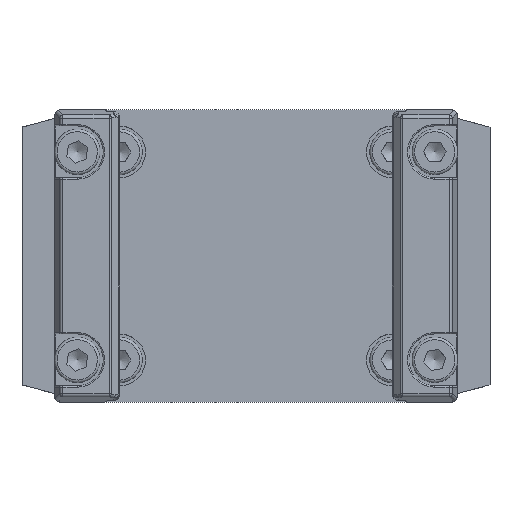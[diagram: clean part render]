
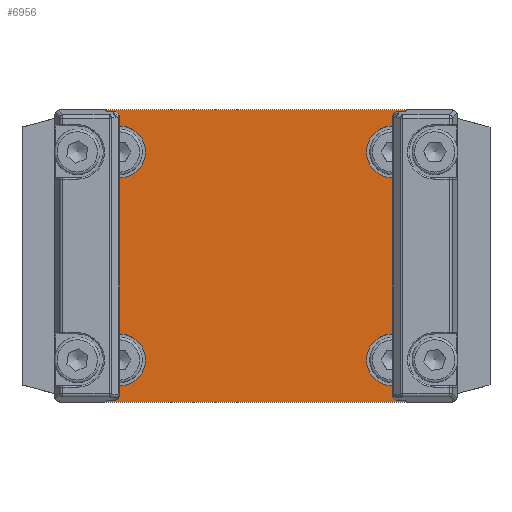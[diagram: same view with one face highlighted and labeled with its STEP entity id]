
A CAD part, top view. The second image highlights one B-rep face of the part: STEP entity #6956.
In plain terms, the highlighted planar face has unit normal (0, 0, 1).
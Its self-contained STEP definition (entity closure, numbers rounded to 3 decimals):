
#293=FACE_BOUND('',#1085,.T.);
#294=FACE_BOUND('',#1086,.T.);
#295=FACE_BOUND('',#1087,.T.);
#296=FACE_BOUND('',#1088,.T.);
#297=FACE_BOUND('',#1089,.T.);
#298=FACE_BOUND('',#1090,.T.);
#299=FACE_BOUND('',#1091,.T.);
#300=FACE_BOUND('',#1092,.T.);
#371=PLANE('',#7562);
#672=FACE_OUTER_BOUND('',#1084,.T.);
#1084=EDGE_LOOP('',(#5018,#5019,#5020,#5021,#5022,#5023,#5024,#5025));
#1085=EDGE_LOOP('',(#5026));
#1086=EDGE_LOOP('',(#5027));
#1087=EDGE_LOOP('',(#5028,#5029));
#1088=EDGE_LOOP('',(#5030,#5031));
#1089=EDGE_LOOP('',(#5032,#5033));
#1090=EDGE_LOOP('',(#5034,#5035));
#1091=EDGE_LOOP('',(#5036));
#1092=EDGE_LOOP('',(#5037));
#1438=LINE('',#11108,#1844);
#1518=LINE('',#11698,#1924);
#1519=LINE('',#11700,#1925);
#1520=LINE('',#11702,#1926);
#1521=LINE('',#11704,#1927);
#1522=LINE('',#11706,#1928);
#1523=LINE('',#11708,#1929);
#1524=LINE('',#11709,#1930);
#1844=VECTOR('',#8478,10.);
#1924=VECTOR('',#8904,10.);
#1925=VECTOR('',#8905,10.);
#1926=VECTOR('',#8906,10.);
#1927=VECTOR('',#8907,10.);
#1928=VECTOR('',#8908,10.);
#1929=VECTOR('',#8909,10.);
#1930=VECTOR('',#8910,10.);
#2190=CIRCLE('',#7249,2.);
#2212=CIRCLE('',#7288,2.);
#2342=CIRCLE('',#7563,4.);
#2343=CIRCLE('',#7564,4.);
#2344=CIRCLE('',#7565,4.);
#2345=CIRCLE('',#7566,4.);
#2346=CIRCLE('',#7567,4.);
#2347=CIRCLE('',#7568,4.);
#2348=CIRCLE('',#7569,4.);
#2349=CIRCLE('',#7570,4.);
#2350=CIRCLE('',#7571,2.);
#2351=CIRCLE('',#7572,2.);
#2612=VERTEX_POINT('',#10215);
#2649=VERTEX_POINT('',#10333);
#2686=VERTEX_POINT('',#10451);
#2691=VERTEX_POINT('',#10461);
#2840=VERTEX_POINT('',#11697);
#2841=VERTEX_POINT('',#11699);
#2842=VERTEX_POINT('',#11701);
#2843=VERTEX_POINT('',#11703);
#2844=VERTEX_POINT('',#11705);
#2845=VERTEX_POINT('',#11707);
#2846=VERTEX_POINT('',#11710);
#2847=VERTEX_POINT('',#11711);
#2848=VERTEX_POINT('',#11714);
#2849=VERTEX_POINT('',#11715);
#2850=VERTEX_POINT('',#11718);
#2851=VERTEX_POINT('',#11719);
#2852=VERTEX_POINT('',#11722);
#2853=VERTEX_POINT('',#11723);
#2854=VERTEX_POINT('',#11726);
#2855=VERTEX_POINT('',#11728);
#3252=EDGE_CURVE('',#2612,#2612,#2190,.T.);
#3302=EDGE_CURVE('',#2649,#2649,#2212,.T.);
#3453=EDGE_CURVE('',#2686,#2691,#1438,.T.);
#3629=EDGE_CURVE('',#2840,#2686,#1518,.T.);
#3630=EDGE_CURVE('',#2840,#2841,#1519,.T.);
#3631=EDGE_CURVE('',#2842,#2841,#1520,.T.);
#3632=EDGE_CURVE('',#2843,#2842,#1521,.T.);
#3633=EDGE_CURVE('',#2844,#2843,#1522,.T.);
#3634=EDGE_CURVE('',#2844,#2845,#1523,.T.);
#3635=EDGE_CURVE('',#2691,#2845,#1524,.T.);
#3636=EDGE_CURVE('',#2846,#2847,#2342,.T.);
#3637=EDGE_CURVE('',#2847,#2846,#2343,.T.);
#3638=EDGE_CURVE('',#2848,#2849,#2344,.T.);
#3639=EDGE_CURVE('',#2849,#2848,#2345,.T.);
#3640=EDGE_CURVE('',#2850,#2851,#2346,.T.);
#3641=EDGE_CURVE('',#2851,#2850,#2347,.T.);
#3642=EDGE_CURVE('',#2852,#2853,#2348,.T.);
#3643=EDGE_CURVE('',#2853,#2852,#2349,.T.);
#3644=EDGE_CURVE('',#2854,#2854,#2350,.T.);
#3645=EDGE_CURVE('',#2855,#2855,#2351,.T.);
#5018=ORIENTED_EDGE('',*,*,#3453,.F.);
#5019=ORIENTED_EDGE('',*,*,#3629,.F.);
#5020=ORIENTED_EDGE('',*,*,#3630,.T.);
#5021=ORIENTED_EDGE('',*,*,#3631,.F.);
#5022=ORIENTED_EDGE('',*,*,#3632,.F.);
#5023=ORIENTED_EDGE('',*,*,#3633,.F.);
#5024=ORIENTED_EDGE('',*,*,#3634,.T.);
#5025=ORIENTED_EDGE('',*,*,#3635,.F.);
#5026=ORIENTED_EDGE('',*,*,#3252,.T.);
#5027=ORIENTED_EDGE('',*,*,#3302,.T.);
#5028=ORIENTED_EDGE('',*,*,#3636,.T.);
#5029=ORIENTED_EDGE('',*,*,#3637,.T.);
#5030=ORIENTED_EDGE('',*,*,#3638,.T.);
#5031=ORIENTED_EDGE('',*,*,#3639,.T.);
#5032=ORIENTED_EDGE('',*,*,#3640,.T.);
#5033=ORIENTED_EDGE('',*,*,#3641,.T.);
#5034=ORIENTED_EDGE('',*,*,#3642,.T.);
#5035=ORIENTED_EDGE('',*,*,#3643,.T.);
#5036=ORIENTED_EDGE('',*,*,#3644,.T.);
#5037=ORIENTED_EDGE('',*,*,#3645,.T.);
#6956=ADVANCED_FACE('',(#672,#293,#294,#295,#296,#297,#298,#299,#300),#371,
 .T.);
#7249=AXIS2_PLACEMENT_3D('',#10216,#8127,#8128);
#7288=AXIS2_PLACEMENT_3D('',#10334,#8226,#8227);
#7562=AXIS2_PLACEMENT_3D('',#11696,#8902,#8903);
#7563=AXIS2_PLACEMENT_3D('',#11712,#8911,#8912);
#7564=AXIS2_PLACEMENT_3D('',#11713,#8913,#8914);
#7565=AXIS2_PLACEMENT_3D('',#11716,#8915,#8916);
#7566=AXIS2_PLACEMENT_3D('',#11717,#8917,#8918);
#7567=AXIS2_PLACEMENT_3D('',#11720,#8919,#8920);
#7568=AXIS2_PLACEMENT_3D('',#11721,#8921,#8922);
#7569=AXIS2_PLACEMENT_3D('',#11724,#8923,#8924);
#7570=AXIS2_PLACEMENT_3D('',#11725,#8925,#8926);
#7571=AXIS2_PLACEMENT_3D('',#11727,#8927,#8928);
#7572=AXIS2_PLACEMENT_3D('',#11729,#8929,#8930);
#8127=DIRECTION('center_axis',(0.,0.,
-1.));
#8128=DIRECTION('ref_axis',(-0.386,0.923,0.));
#8226=DIRECTION('center_axis',(0.,0.,
-1.));
#8227=DIRECTION('ref_axis',(-0.386,0.923,0.));
#8478=DIRECTION('',(0.,1.,0.));
#8902=DIRECTION('center_axis',(0.,0.,
1.));
#8903=DIRECTION('ref_axis',(-1.,0.,0.));
#8904=DIRECTION('',(-0.966,0.259,0.));
#8905=DIRECTION('',(1.,0.,0.));
#8906=DIRECTION('',(-0.966,-0.259,0.));
#8907=DIRECTION('',(0.,-1.,0.));
#8908=DIRECTION('',(0.966,-0.259,0.));
#8909=DIRECTION('',(-1.,0.,0.));
#8910=DIRECTION('',(0.966,0.259,0.));
#8911=DIRECTION('center_axis',(0.,0.,
-1.));
#8912=DIRECTION('ref_axis',(0.,-1.,0.));
#8913=DIRECTION('center_axis',(0.,0.,
-1.));
#8914=DIRECTION('ref_axis',(0.,-1.,0.));
#8915=DIRECTION('center_axis',(0.,0.,
-1.));
#8916=DIRECTION('ref_axis',(0.,-1.,0.));
#8917=DIRECTION('center_axis',(0.,0.,
-1.));
#8918=DIRECTION('ref_axis',(0.,-1.,0.));
#8919=DIRECTION('center_axis',(0.,0.,
-1.));
#8920=DIRECTION('ref_axis',(0.,-1.,0.));
#8921=DIRECTION('center_axis',(0.,0.,
-1.));
#8922=DIRECTION('ref_axis',(0.,-1.,0.));
#8923=DIRECTION('center_axis',(0.,0.,
-1.));
#8924=DIRECTION('ref_axis',(0.,-1.,0.));
#8925=DIRECTION('center_axis',(0.,0.,
-1.));
#8926=DIRECTION('ref_axis',(0.,-1.,0.));
#8927=DIRECTION('center_axis',(0.,0.,
-1.));
#8928=DIRECTION('ref_axis',(0.,1.,0.));
#8929=DIRECTION('center_axis',(0.,0.,
-1.));
#8930=DIRECTION('ref_axis',(-0.185,0.983,0.));
#10215=CARTESIAN_POINT('',(-26.729,14.155,8.));
#10216=CARTESIAN_POINT('Origin',(-27.5,16.,8.));
#10333=CARTESIAN_POINT('',(-26.729,-17.845,8.));
#10334=CARTESIAN_POINT('Origin',(-27.5,-16.,8.));
#10451=CARTESIAN_POINT('',(-30.153,-21.387,8.));
#10461=CARTESIAN_POINT('',(-30.153,21.387,8.));
#11108=CARTESIAN_POINT('',(-30.153,0.,8.));
#11696=CARTESIAN_POINT('Origin',(0.,0.,
8.));
#11697=CARTESIAN_POINT('',(-26.,-22.5,8.));
#11698=CARTESIAN_POINT('',(-19.183,-24.327,8.));
#11699=CARTESIAN_POINT('',(26.,-22.5,8.));
#11700=CARTESIAN_POINT('',(-36.,-22.5,8.));
#11701=CARTESIAN_POINT('',(30.153,-21.387,8.));
#11702=CARTESIAN_POINT('',(19.183,-24.327,8.));
#11703=CARTESIAN_POINT('',(30.153,21.387,8.));
#11704=CARTESIAN_POINT('',(30.153,0.,8.));
#11705=CARTESIAN_POINT('',(26.,22.5,8.));
#11706=CARTESIAN_POINT('',(19.183,24.327,8.));
#11707=CARTESIAN_POINT('',(-26.,22.5,8.));
#11708=CARTESIAN_POINT('',(36.,22.5,8.));
#11709=CARTESIAN_POINT('',(-19.183,24.327,8.));
#11710=CARTESIAN_POINT('',(-21.,12.,8.));
#11711=CARTESIAN_POINT('',(-21.,20.,8.));
#11712=CARTESIAN_POINT('Origin',(-21.,16.,8.));
#11713=CARTESIAN_POINT('Origin',(-21.,16.,8.));
#11714=CARTESIAN_POINT('',(21.,-20.,8.));
#11715=CARTESIAN_POINT('',(21.,-12.,8.));
#11716=CARTESIAN_POINT('Origin',(21.,-16.,8.));
#11717=CARTESIAN_POINT('Origin',(21.,-16.,8.));
#11718=CARTESIAN_POINT('',(21.,12.,8.));
#11719=CARTESIAN_POINT('',(21.,20.,8.));
#11720=CARTESIAN_POINT('Origin',(21.,16.,8.));
#11721=CARTESIAN_POINT('Origin',(21.,16.,8.));
#11722=CARTESIAN_POINT('',(-21.,-20.,8.));
#11723=CARTESIAN_POINT('',(-21.,-12.,8.));
#11724=CARTESIAN_POINT('Origin',(-21.,-16.,8.));
#11725=CARTESIAN_POINT('Origin',(-21.,-16.,8.));
#11726=CARTESIAN_POINT('',(27.5,14.,8.));
#11727=CARTESIAN_POINT('Origin',(27.5,16.,8.));
#11728=CARTESIAN_POINT('',(27.871,-17.965,8.));
#11729=CARTESIAN_POINT('Origin',(27.5,-16.,8.));
